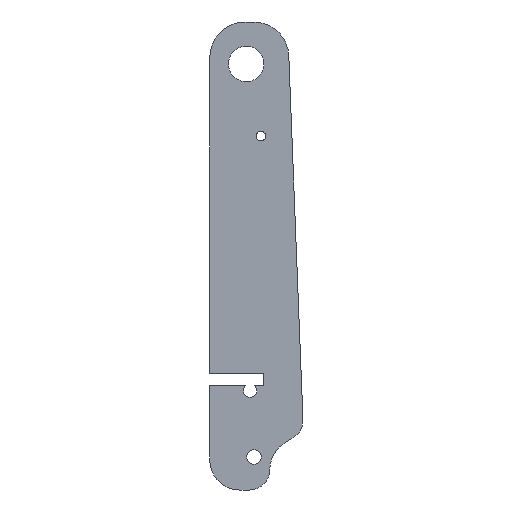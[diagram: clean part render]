
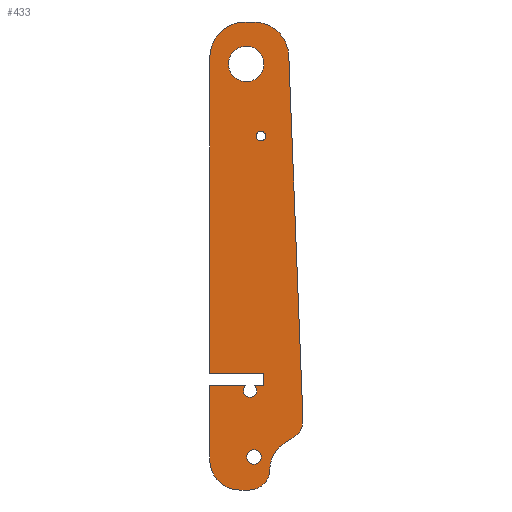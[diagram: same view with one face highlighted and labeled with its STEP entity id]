
A CAD part, front view. The second image highlights one B-rep face of the part: STEP entity #433.
In plain terms, the highlighted planar face has unit normal (0, -1, 0).
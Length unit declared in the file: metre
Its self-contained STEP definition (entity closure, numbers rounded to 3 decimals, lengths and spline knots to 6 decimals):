
#13=B_SPLINE_CURVE_WITH_KNOTS('',2,(#687,#688,#689),.UNSPECIFIED.,.F.,.F.,
(3,3),(0.,1.),.PIECEWISE_BEZIER_KNOTS.);
#16=CIRCLE('',#456,0.0005);
#18=CIRCLE('',#459,0.00405);
#20=CIRCLE('',#462,0.0005);
#21=CIRCLE('',#471,0.011);
#23=CIRCLE('',#474,0.0045);
#25=CIRCLE('',#478,0.003);
#27=CIRCLE('',#481,0.018589);
#28=CIRCLE('',#482,0.012623);
#29=CIRCLE('',#483,0.012623);
#30=CIRCLE('',#484,0.021728);
#31=CIRCLE('',#485,0.021728);
#106=ORIENTED_EDGE('',*,*,#186,.F.);
#107=ORIENTED_EDGE('',*,*,#218,.T.);
#108=ORIENTED_EDGE('',*,*,#187,.T.);
#109=ORIENTED_EDGE('',*,*,#219,.T.);
#110=ORIENTED_EDGE('',*,*,#193,.F.);
#111=ORIENTED_EDGE('',*,*,#220,.T.);
#112=ORIENTED_EDGE('',*,*,#195,.F.);
#113=ORIENTED_EDGE('',*,*,#221,.T.);
#114=ORIENTED_EDGE('',*,*,#201,.F.);
#115=ORIENTED_EDGE('',*,*,#222,.T.);
#116=ORIENTED_EDGE('',*,*,#203,.F.);
#117=ORIENTED_EDGE('',*,*,#209,.F.);
#118=ORIENTED_EDGE('',*,*,#215,.F.);
#119=ORIENTED_EDGE('',*,*,#170,.F.);
#120=ORIENTED_EDGE('',*,*,#174,.T.);
#121=ORIENTED_EDGE('',*,*,#177,.F.);
#122=ORIENTED_EDGE('',*,*,#180,.T.);
#123=ORIENTED_EDGE('',*,*,#183,.F.);
#124=ORIENTED_EDGE('',*,*,#212,.F.);
#125=ORIENTED_EDGE('',*,*,#210,.F.);
#126=ORIENTED_EDGE('',*,*,#216,.F.);
#170=EDGE_CURVE('',#230,#231,#272,.T.);
#174=EDGE_CURVE('',#230,#233,#16,.T.);
#177=EDGE_CURVE('',#235,#233,#18,.T.);
#180=EDGE_CURVE('',#235,#237,#20,.T.);
#183=EDGE_CURVE('',#239,#237,#279,.T.);
#186=EDGE_CURVE('',#241,#239,#282,.T.);
#187=EDGE_CURVE('',#242,#243,#283,.T.);
#193=EDGE_CURVE('',#248,#249,#13,.T.);
#195=EDGE_CURVE('',#250,#251,#289,.T.);
#201=EDGE_CURVE('',#256,#257,#295,.T.);
#203=EDGE_CURVE('',#258,#259,#297,.T.);
#209=EDGE_CURVE('',#263,#258,#303,.T.);
#210=EDGE_CURVE('',#264,#264,#21,.T.);
#212=EDGE_CURVE('',#266,#266,#23,.T.);
#215=EDGE_CURVE('',#231,#263,#305,.T.);
#216=EDGE_CURVE('',#268,#268,#25,.T.);
#218=EDGE_CURVE('',#241,#242,#27,.T.);
#219=EDGE_CURVE('',#243,#249,#28,.T.);
#220=EDGE_CURVE('',#248,#251,#29,.T.);
#221=EDGE_CURVE('',#250,#257,#30,.T.);
#222=EDGE_CURVE('',#256,#259,#31,.T.);
#230=VERTEX_POINT('',#629);
#231=VERTEX_POINT('',#631);
#233=VERTEX_POINT('',#637);
#235=VERTEX_POINT('',#643);
#237=VERTEX_POINT('',#649);
#239=VERTEX_POINT('',#655);
#241=VERTEX_POINT('',#661);
#242=VERTEX_POINT('',#665);
#243=VERTEX_POINT('',#666);
#248=VERTEX_POINT('',#686);
#249=VERTEX_POINT('',#690);
#250=VERTEX_POINT('',#694);
#251=VERTEX_POINT('',#695);
#256=VERTEX_POINT('',#706);
#257=VERTEX_POINT('',#708);
#258=VERTEX_POINT('',#712);
#259=VERTEX_POINT('',#713);
#263=VERTEX_POINT('',#723);
#264=VERTEX_POINT('',#727);
#266=VERTEX_POINT('',#732);
#268=VERTEX_POINT('',#740);
#272=LINE('',#630,#308);
#279=LINE('',#656,#315);
#282=LINE('',#662,#318);
#283=LINE('',#664,#319);
#289=LINE('',#693,#325);
#295=LINE('',#707,#331);
#297=LINE('',#711,#333);
#303=LINE('',#724,#339);
#305=LINE('',#737,#341);
#308=VECTOR('',#503,1.);
#315=VECTOR('',#530,1.);
#318=VECTOR('',#535,1.);
#319=VECTOR('',#538,1.);
#325=VECTOR('',#546,1.);
#331=VECTOR('',#554,1.);
#333=VECTOR('',#558,1.);
#339=VECTOR('',#566,1.);
#341=VECTOR('',#582,1.);
#361=EDGE_LOOP('',(#106,#107,#108,#109,#110,#111,#112,#113,#114,#115,#116,
#117,#118,#119,#120,#121,#122,#123));
#362=EDGE_LOOP('',(#124));
#363=EDGE_LOOP('',(#125));
#364=EDGE_LOOP('',(#126));
#393=FACE_BOUND('',#361,.T.);
#394=FACE_BOUND('',#362,.T.);
#395=FACE_BOUND('',#363,.T.);
#396=FACE_BOUND('',#364,.T.);
#415=PLANE('',#480);
#433=ADVANCED_FACE('',(#393,#394,#395,#396),#415,.T.);
#456=AXIS2_PLACEMENT_3D('',#638,#510,#511);
#459=AXIS2_PLACEMENT_3D('',#644,#517,#518);
#462=AXIS2_PLACEMENT_3D('',#650,#524,#525);
#471=AXIS2_PLACEMENT_3D('',#726,#569,#570);
#474=AXIS2_PLACEMENT_3D('',#731,#575,#576);
#478=AXIS2_PLACEMENT_3D('',#739,#585,#586);
#480=AXIS2_PLACEMENT_3D('',#743,#589,#590);
#481=AXIS2_PLACEMENT_3D('',#744,#591,#592);
#482=AXIS2_PLACEMENT_3D('',#745,#593,#594);
#483=AXIS2_PLACEMENT_3D('',#746,#595,#596);
#484=AXIS2_PLACEMENT_3D('',#747,#597,#598);
#485=AXIS2_PLACEMENT_3D('',#748,#599,#600);
#503=DIRECTION('',(1.,0.,0.));
#510=DIRECTION('',(0.,-1.,0.));
#511=DIRECTION('',(0.,0.,-1.));
#517=DIRECTION('',(0.,-1.,0.));
#518=DIRECTION('',(0.,0.,-1.));
#524=DIRECTION('',(0.,-1.,0.));
#525=DIRECTION('',(0.,0.,-1.));
#530=DIRECTION('',(1.,0.,0.));
#535=DIRECTION('',(0.,0.,1.));
#538=DIRECTION('',(1.,0.,0.));
#546=DIRECTION('',(0.039,0.,-0.999));
#554=DIRECTION('',(1.,0.,0.));
#558=DIRECTION('',(0.003,0.,1.));
#566=DIRECTION('',(-1.,0.,0.));
#569=DIRECTION('',(0.,-1.,0.));
#570=DIRECTION('',(0.,0.,-1.));
#575=DIRECTION('',(0.,-1.,0.));
#576=DIRECTION('',(0.,0.,-1.));
#582=DIRECTION('',(0.,0.,1.));
#585=DIRECTION('',(0.,-1.,0.));
#586=DIRECTION('',(0.,0.,-1.));
#589=DIRECTION('',(0.,-1.,0.));
#590=DIRECTION('',(1.,0.,0.));
#591=DIRECTION('',(0.,-1.,0.));
#592=DIRECTION('',(0.,0.,-1.));
#593=DIRECTION('',(0.,-1.,0.));
#594=DIRECTION('',(0.,0.,-1.));
#595=DIRECTION('',(0.,-1.,0.));
#596=DIRECTION('',(0.,0.,-1.));
#597=DIRECTION('',(0.,-1.,0.));
#598=DIRECTION('',(0.,0.,-1.));
#599=DIRECTION('',(0.,-1.,0.));
#600=DIRECTION('',(0.,0.,-1.));
#629=CARTESIAN_POINT('',(0.028708,-0.007,0.064455));
#630=CARTESIAN_POINT('',(0.031007,-0.007,0.064455));
#631=CARTESIAN_POINT('',(0.033307,-0.007,0.064455));
#637=CARTESIAN_POINT('',(0.027708,-0.007,0.064455));
#638=CARTESIAN_POINT('',(0.028208,-0.007,0.064455));
#643=CARTESIAN_POINT('',(0.022208,-0.007,0.064455));
#644=CARTESIAN_POINT('',(0.024958,-0.007,0.061482));
#649=CARTESIAN_POINT('',(0.021208,-0.007,0.064455));
#650=CARTESIAN_POINT('',(0.021708,-0.007,0.064455));
#655=CARTESIAN_POINT('',(0.,-0.007,0.064455));
#656=CARTESIAN_POINT('',(0.010604,-0.007,0.064455));
#661=CARTESIAN_POINT('',(0.,-0.007,0.018589));
#662=CARTESIAN_POINT('',(0.,-0.007,0.032227));
#664=CARTESIAN_POINT('',(0.02033,-0.007,0.));
#665=CARTESIAN_POINT('',(0.018589,-0.007,0.));
#666=CARTESIAN_POINT('',(0.024658,-0.007,0.));
#686=CARTESIAN_POINT('',(0.050914,-0.007,0.031936));
#687=CARTESIAN_POINT('',(0.058076,-0.007,0.034977));
#688=CARTESIAN_POINT('',(0.028891,-0.007,0.024748));
#689=CARTESIAN_POINT('',(0.040661,-0.007,0.));
#690=CARTESIAN_POINT('',(0.03728,-0.007,0.012775));
#693=CARTESIAN_POINT('',(0.053108,-0.007,0.162488));
#694=CARTESIAN_POINT('',(0.048954,-0.007,0.269118));
#695=CARTESIAN_POINT('',(0.057738,-0.007,0.043644));
#706=CARTESIAN_POINT('',(0.02181,-0.007,0.29));
#707=CARTESIAN_POINT('',(0.02414,-0.007,0.29));
#708=CARTESIAN_POINT('',(0.027242,-0.007,0.29));
#711=CARTESIAN_POINT('',(-0.000149,-0.007,0.181227));
#712=CARTESIAN_POINT('',(-0.000438,-0.007,0.072455));
#713=CARTESIAN_POINT('',(0.000083,-0.007,0.26833));
#723=CARTESIAN_POINT('',(0.033307,-0.007,0.072455));
#724=CARTESIAN_POINT('',(0.016435,-0.007,0.072455));
#726=CARTESIAN_POINT('',(0.022562,-0.007,0.264));
#727=CARTESIAN_POINT('',(0.022562,-0.007,0.253));
#731=CARTESIAN_POINT('',(0.027407,-0.007,0.0205));
#732=CARTESIAN_POINT('',(0.027407,-0.007,0.016));
#737=CARTESIAN_POINT('',(0.033307,-0.007,0.068455));
#739=CARTESIAN_POINT('',(0.031652,-0.007,0.219262));
#740=CARTESIAN_POINT('',(0.031652,-0.007,0.216262));
#743=CARTESIAN_POINT('',(0.028819,-0.007,0.145));
#744=CARTESIAN_POINT('',(0.018589,-0.007,0.018589));
#745=CARTESIAN_POINT('',(0.024658,-0.007,0.012623));
#746=CARTESIAN_POINT('',(0.045125,-0.007,0.043153));
#747=CARTESIAN_POINT('',(0.027242,-0.007,0.268272));
#748=CARTESIAN_POINT('',(0.02181,-0.007,0.268272));
